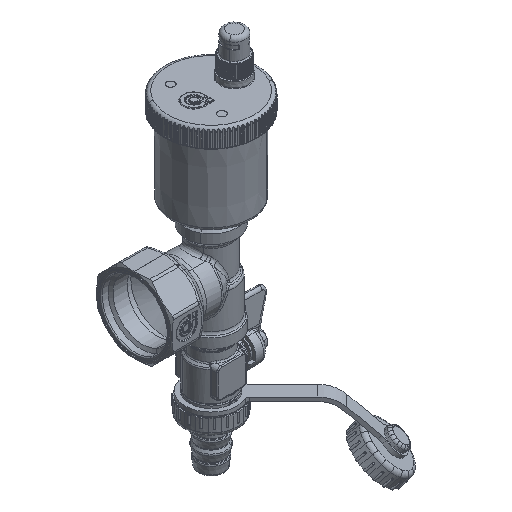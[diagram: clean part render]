
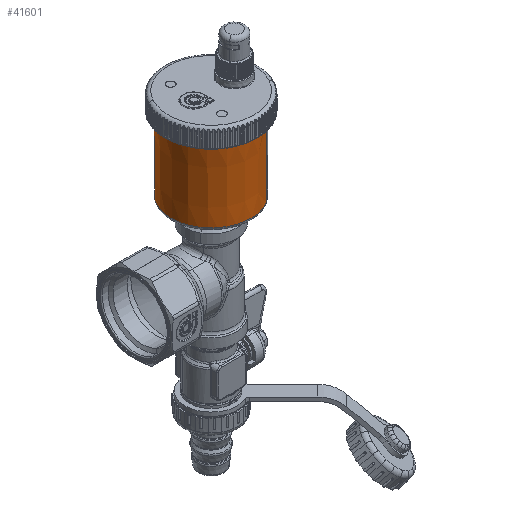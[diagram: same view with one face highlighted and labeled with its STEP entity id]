
A CAD part, isometric view. The second image highlights one B-rep face of the part: STEP entity #41601.
In plain terms, the highlighted conical face has half-angle 0.3 degrees and reference radius 20.589 mm.
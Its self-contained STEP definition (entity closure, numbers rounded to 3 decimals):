
#41480=CARTESIAN_POINT('Vertex',(100.983,17.591,33.691)) ;
#41487=CARTESIAN_POINT('Vertex',(122.417,-17.591,33.691)) ;
#41503=CARTESIAN_POINT('Axis2P3D Location',(111.7,0.,32.)) ;
#41508=CARTESIAN_POINT('Line Origine',(100.936,17.668,50.966)) ;
#41512=CARTESIAN_POINT('Vertex',(100.885,17.751,69.52)) ;
#41519=CARTESIAN_POINT('Vertex',(122.515,-17.751,69.52)) ;
#41522=CARTESIAN_POINT('Line Origine',(122.464,-17.668,50.966)) ;
#41572=CARTESIAN_POINT('Axis2P3D Location',(111.7,0.,69.52)) ;
#41590=CARTESIAN_POINT('Axis2P3D Location',(111.7,0.,33.691)) ;
#41510=VECTOR('Line Direction',#41509,1.) ;
#41524=VECTOR('Line Direction',#41523,1.) ;
#41504=DIRECTION('Axis2P3D Direction',(0.,0.,1.)) ;
#41505=DIRECTION('Axis2P3D XDirection',(0.52,-0.854,0.)) ;
#41509=DIRECTION('Vector Direction',(-0.003,0.004,1.)) ;
#41523=DIRECTION('Vector Direction',(0.003,-0.004,1.)) ;
#41573=DIRECTION('Axis2P3D Direction',(0.,0.,-1.)) ;
#41591=DIRECTION('Axis2P3D Direction',(0.,0.,1.)) ;
#41506=AXIS2_PLACEMENT_3D('Cone Axis2P3D',#41503,#41504,#41505) ;
#41574=AXIS2_PLACEMENT_3D('Circle Axis2P3D',#41572,#41573,$) ;
#41592=AXIS2_PLACEMENT_3D('Circle Axis2P3D',#41590,#41591,$) ;
#41511=LINE('Line',#41508,#41510) ;
#41525=LINE('Line',#41522,#41524) ;
#41575=CIRCLE('generated circle',#41574,20.786) ;
#41593=CIRCLE('generated circle',#41592,20.598) ;
#41507=CONICAL_SURFACE('Cone',#41506,20.589,0.005) ;
#41514=EDGE_CURVE('',#41513,#41481,#41511,.F.) ;
#41526=EDGE_CURVE('',#41520,#41488,#41525,.F.) ;
#41576=EDGE_CURVE('',#41513,#41520,#41575,.F.) ;
#41594=EDGE_CURVE('',#41488,#41481,#41593,.F.) ;
#41596=ORIENTED_EDGE('',*,*,#41526,.F.) ;
#41597=ORIENTED_EDGE('',*,*,#41576,.F.) ;
#41598=ORIENTED_EDGE('',*,*,#41514,.T.) ;
#41599=ORIENTED_EDGE('',*,*,#41594,.F.) ;
#41595=EDGE_LOOP('',(#41596,#41597,#41598,#41599)) ;
#41481=VERTEX_POINT('',#41480) ;
#41488=VERTEX_POINT('',#41487) ;
#41513=VERTEX_POINT('',#41512) ;
#41520=VERTEX_POINT('',#41519) ;
#41601=ADVANCED_FACE('PartBody',(#41600),#41507,.T.) ;
#41600=FACE_OUTER_BOUND('',#41595,.T.) ;
